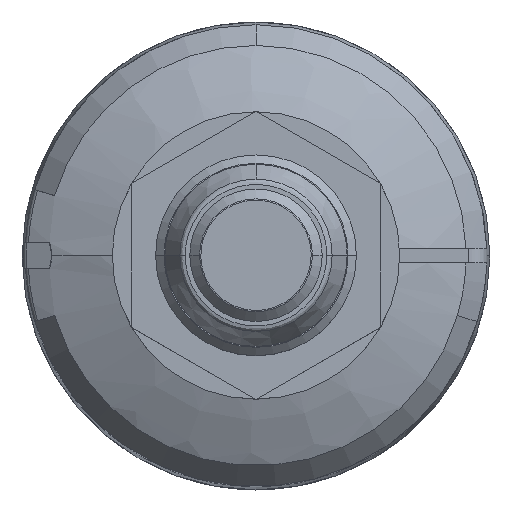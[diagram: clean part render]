
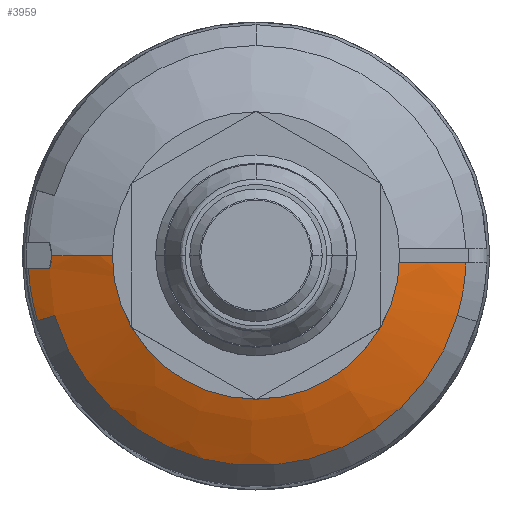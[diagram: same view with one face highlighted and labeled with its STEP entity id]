
A CAD part, top view. The second image highlights one B-rep face of the part: STEP entity #3959.
In plain terms, the highlighted free-form (B-spline) face has degree [3, 3] with [4, 4] control points.
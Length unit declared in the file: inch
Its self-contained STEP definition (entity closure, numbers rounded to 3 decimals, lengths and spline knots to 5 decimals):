
#25 = CARTESIAN_POINT ( 'NONE',  ( 1.19855, -0.04724, 1.46543 ) ) ;
#70 = CARTESIAN_POINT ( 'NONE',  ( -1.30476, -0.38873, 1.3774 ) ) ;
#99 = CARTESIAN_POINT ( 'NONE',  ( 1.02935, -0.04724, 1.53648 ) ) ;
#174 = CARTESIAN_POINT ( 'NONE',  ( -1.43017, -0.08268, 1.33793 ) ) ;
#257 = CARTESIAN_POINT ( 'NONE',  ( -1.07301, -2.11202, 1.5234 ) ) ;
#306 = DIRECTION ( 'NONE',  ( -1., 0., 0. ) ) ;
#318 = ORIENTED_EDGE ( 'NONE', *, *, #4438, .F. ) ;
#412 = CARTESIAN_POINT ( 'NONE',  ( -1.37921, -0.41091, 1.33395 ) ) ;
#457 = CARTESIAN_POINT ( 'NONE',  ( -1.47483, -0.08268, 1.31082 ) ) ;
#461 = DIRECTION ( 'NONE',  ( 0., 0., -1. ) ) ;
#515 = EDGE_CURVE ( 'NONE', #1600, #2851, #2271, .T. ) ;
#570 = VERTEX_POINT ( 'NONE', #457 ) ;
#574 = CARTESIAN_POINT ( 'NONE',  ( -1.28169, -2.52276, 1.42967 ) ) ;
#575 = CARTESIAN_POINT ( 'NONE',  ( 0., 0., 1.59055 ) ) ;
#592 = CARTESIAN_POINT ( 'NONE',  ( 1.03894, -2.12898, 1.5234 ) ) ;
#600 = VERTEX_POINT ( 'NONE', #2619 ) ;
#668 = AXIS2_PLACEMENT_3D ( 'NONE', #575, #4021, #306 ) ;
#674 = CARTESIAN_POINT ( 'NONE',  ( 1.36061, -0.04724, 1.3774 ) ) ;
#705 = CARTESIAN_POINT ( 'NONE',  ( -1.3296, -0.05602, 1.39385 ) ) ;
#746 = CARTESIAN_POINT ( 'NONE',  ( -1.34224, -0.39989, 1.35614 ) ) ;
#894 = AXIS2_PLACEMENT_3D ( 'NONE', #2153, #1086, #3486 ) ;
#972 = CIRCLE ( 'NONE', #4381, 1.36143 ) ;
#996 = CARTESIAN_POINT ( 'NONE',  ( 1.28152, -0.02059, 1.42967 ) ) ;
#1016 = CARTESIAN_POINT ( 'NONE',  ( -1.3231, -0.01433, 1.39784 ) ) ;
#1041 = CARTESIAN_POINT ( 'NONE',  ( -1.3231, 0., 1.39784 ) ) ;
#1086 = DIRECTION ( 'NONE',  ( 0., 1., 0. ) ) ;
#1148 = ORIENTED_EDGE ( 'NONE', *, *, #2459, .F. ) ;
#1206 = EDGE_CURVE ( 'NONE', #1686, #2367, #3802, .T. ) ;
#1253 = EDGE_CURVE ( 'NONE', #1686, #600, #972, .T. ) ;
#1279 = EDGE_LOOP ( 'NONE', ( #3748, #1360, #2167, #2718, #1148, #3325, #318, #1560, #4044 ) ) ;
#1288 = CARTESIAN_POINT ( 'NONE',  ( -1.28169, 0., 1.42967 ) ) ;
#1360 = ORIENTED_EDGE ( 'NONE', *, *, #2846, .T. ) ;
#1499 = VERTEX_POINT ( 'NONE', #2407 ) ;
#1506 = EDGE_CURVE ( 'NONE', #600, #3884, #1555, .T. ) ;
#1522 = B_SPLINE_CURVE_WITH_KNOTS ( 'NONE', 3,
 ( #70, #746, #412, #2374 ),
 .UNSPECIFIED., .F., .F.,
 ( 4, 4 ),
 ( 0., 0.00339 ),
 .UNSPECIFIED. ) ;
#1553 = CARTESIAN_POINT ( 'NONE',  ( -1.33864, -0.08268, 1.38829 ) ) ;
#1555 = CIRCLE ( 'NONE', #1624, 1.36143 ) ;
#1560 = ORIENTED_EDGE ( 'NONE', *, *, #1506, .F. ) ;
#1587 = CARTESIAN_POINT ( 'NONE',  ( -0.85433, 0., 1.59055 ) ) ;
#1600 = VERTEX_POINT ( 'NONE', #4169 ) ;
#1624 = AXIS2_PLACEMENT_3D ( 'NONE', #3747, #3769, #2047 ) ;
#1631 = CARTESIAN_POINT ( 'NONE',  ( -1.07301, 0., 1.5234 ) ) ;
#1686 = VERTEX_POINT ( 'NONE', #674 ) ;
#1794 = CARTESIAN_POINT ( 'NONE',  ( 0.85302, -0.04724, 1.59055 ) ) ;
#1818 = DIRECTION ( 'NONE',  ( 1., 0., 0. ) ) ;
#1969 = B_SPLINE_CURVE_WITH_KNOTS ( 'NONE', 3,
 ( #1041, #1016, #2425, #705, #3811, #2400 ),
 .UNSPECIFIED., .F., .F.,
 ( 4, 2, 4 ),
 ( 0., 0.00108, 0.00215 ),
 .UNSPECIFIED. ) ;
#1991 = EDGE_CURVE ( 'NONE', #3225, #570, #2036, .T. ) ;
#2023 =( BOUNDED_SURFACE ( )  B_SPLINE_SURFACE ( 3, 3, ( 
 ( #2290, #4448, #2720, #4109 ),
 ( #996, #3010, #574, #1288 ),
 ( #3328, #592, #257, #1631 ),
 ( #3077, #4476, #2470, #3141 ) ),
 .UNSPECIFIED., .F., .F., .F. ) 
 B_SPLINE_SURFACE_WITH_KNOTS ( ( 4, 4 ),
 ( 4, 4 ),
 ( 0., 1. ),
 ( 0., 1. ),
 .UNSPECIFIED. ) 
 GEOMETRIC_REPRESENTATION_ITEM ( )  RATIONAL_B_SPLINE_SURFACE ( (
 ( 1., 0.339, 0.339, 1.),
 ( 0.995, 0.337, 0.337, 0.995),
 ( 0.995, 0.337, 0.337, 0.995),
 ( 1., 0.339, 0.339, 1.) ) ) 
 REPRESENTATION_ITEM ( '' )  SURFACE ( )  );
#2036 = CIRCLE ( 'NONE', #2610, 1.47715 ) ;
#2047 = DIRECTION ( 'NONE',  ( -0.958, 0.286, 0. ) ) ;
#2153 = CARTESIAN_POINT ( 'NONE',  ( -0.04531, 0., -1.04393 ) ) ;
#2167 = ORIENTED_EDGE ( 'NONE', *, *, #515, .F. ) ;
#2229 = CARTESIAN_POINT ( 'NONE',  ( 0., 0., 1.31082 ) ) ;
#2271 = CIRCLE ( 'NONE', #894, 2.75591 ) ;
#2290 = CARTESIAN_POINT ( 'NONE',  ( 1.47696, -0.02373, 1.31082 ) ) ;
#2325 = CIRCLE ( 'NONE', #668, 0.85433 ) ;
#2351 = B_SPLINE_CURVE_WITH_KNOTS ( 'NONE', 3,
 ( #3979, #174, #2513, #1553 ),
 .UNSPECIFIED., .F., .F.,
 ( 4, 4 ),
 ( 0., 0.00398 ),
 .UNSPECIFIED. ) ;
#2367 = VERTEX_POINT ( 'NONE', #4326 ) ;
#2374 = CARTESIAN_POINT ( 'NONE',  ( -1.41566, -0.42176, 1.31082 ) ) ;
#2400 = CARTESIAN_POINT ( 'NONE',  ( -1.33864, -0.08268, 1.38829 ) ) ;
#2407 = CARTESIAN_POINT ( 'NONE',  ( -1.33864, -0.08268, 1.38829 ) ) ;
#2425 = CARTESIAN_POINT ( 'NONE',  ( -1.32442, -0.0284, 1.39703 ) ) ;
#2459 = EDGE_CURVE ( 'NONE', #570, #1499, #2351, .T. ) ;
#2470 = CARTESIAN_POINT ( 'NONE',  ( -0.85433, -1.68159, 1.59055 ) ) ;
#2513 = CARTESIAN_POINT ( 'NONE',  ( -1.38477, -0.08268, 1.36376 ) ) ;
#2610 = AXIS2_PLACEMENT_3D ( 'NONE', #2229, #3629, #1818 ) ;
#2619 = CARTESIAN_POINT ( 'NONE',  ( 1.30476, -0.38873, 1.3774 ) ) ;
#2718 = ORIENTED_EDGE ( 'NONE', *, *, #3155, .T. ) ;
#2720 = CARTESIAN_POINT ( 'NONE',  ( -1.47715, -2.90749, 1.31082 ) ) ;
#2809 = DIRECTION ( 'NONE',  ( -0.958, 0.286, 0. ) ) ;
#2846 = EDGE_CURVE ( 'NONE', #2367, #2851, #2325, .T. ) ;
#2851 = VERTEX_POINT ( 'NONE', #1587 ) ;
#3010 = CARTESIAN_POINT ( 'NONE',  ( 1.24099, -2.54303, 1.42967 ) ) ;
#3077 = CARTESIAN_POINT ( 'NONE',  ( 0.85422, -0.01373, 1.59055 ) ) ;
#3141 = CARTESIAN_POINT ( 'NONE',  ( -0.85433, 0., 1.59055 ) ) ;
#3155 = EDGE_CURVE ( 'NONE', #1600, #1499, #1969, .T. ) ;
#3163 = CARTESIAN_POINT ( 'NONE',  ( 1.36061, -0.04724, 1.3774 ) ) ;
#3164 = CARTESIAN_POINT ( 'NONE',  ( -1.41566, -0.42176, 1.31082 ) ) ;
#3225 = VERTEX_POINT ( 'NONE', #3164 ) ;
#3325 = ORIENTED_EDGE ( 'NONE', *, *, #1991, .F. ) ;
#3328 = CARTESIAN_POINT ( 'NONE',  ( 1.07287, -0.01724, 1.5234 ) ) ;
#3486 = DIRECTION ( 'NONE',  ( -1., 0., 0. ) ) ;
#3629 = DIRECTION ( 'NONE',  ( 0., 0., -1. ) ) ;
#3747 = CARTESIAN_POINT ( 'NONE',  ( 0., 0., 1.3774 ) ) ;
#3748 = ORIENTED_EDGE ( 'NONE', *, *, #1206, .T. ) ;
#3769 = DIRECTION ( 'NONE',  ( 0., 0., -1. ) ) ;
#3802 = B_SPLINE_CURVE_WITH_KNOTS ( 'NONE', 3,
 ( #3163, #25, #99, #1794 ),
 .UNSPECIFIED., .F., .F.,
 ( 4, 4 ),
 ( 0., 0.01398 ),
 .UNSPECIFIED. ) ;
#3811 = CARTESIAN_POINT ( 'NONE',  ( -1.3335, -0.06968, 1.39145 ) ) ;
#3829 = CARTESIAN_POINT ( 'NONE',  ( 0., 0., 1.3774 ) ) ;
#3863 = CARTESIAN_POINT ( 'NONE',  ( -1.30476, -0.38873, 1.3774 ) ) ;
#3884 = VERTEX_POINT ( 'NONE', #3863 ) ;
#3959 = ADVANCED_FACE ( 'NONE', ( #4356 ), #2023, .T. ) ;
#3979 = CARTESIAN_POINT ( 'NONE',  ( -1.47483, -0.08268, 1.31082 ) ) ;
#4021 = DIRECTION ( 'NONE',  ( 0., 0., -1. ) ) ;
#4044 = ORIENTED_EDGE ( 'NONE', *, *, #1253, .F. ) ;
#4109 = CARTESIAN_POINT ( 'NONE',  ( -1.47715, 0., 1.31082 ) ) ;
#4169 = CARTESIAN_POINT ( 'NONE',  ( -1.3231, 0., 1.39784 ) ) ;
#4326 = CARTESIAN_POINT ( 'NONE',  ( 0.85302, -0.04724, 1.59055 ) ) ;
#4356 = FACE_OUTER_BOUND ( 'NONE', #1279, .T. ) ;
#4381 = AXIS2_PLACEMENT_3D ( 'NONE', #3829, #461, #2809 ) ;
#4438 = EDGE_CURVE ( 'NONE', #3884, #3225, #1522, .T. ) ;
#4448 = CARTESIAN_POINT ( 'NONE',  ( 1.43024, -2.93084, 1.31082 ) ) ;
#4476 = CARTESIAN_POINT ( 'NONE',  ( 0.8272, -1.6951, 1.59055 ) ) ;
